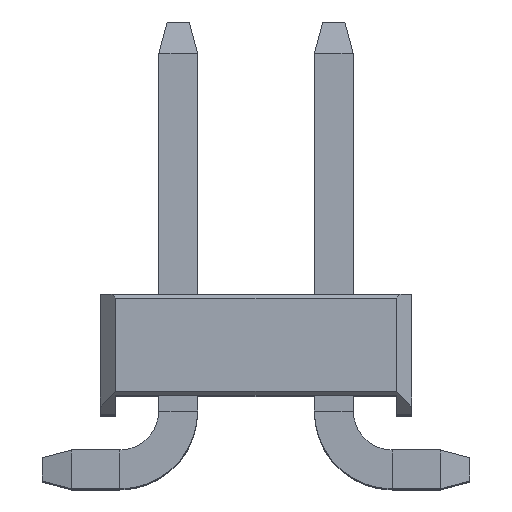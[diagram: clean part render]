
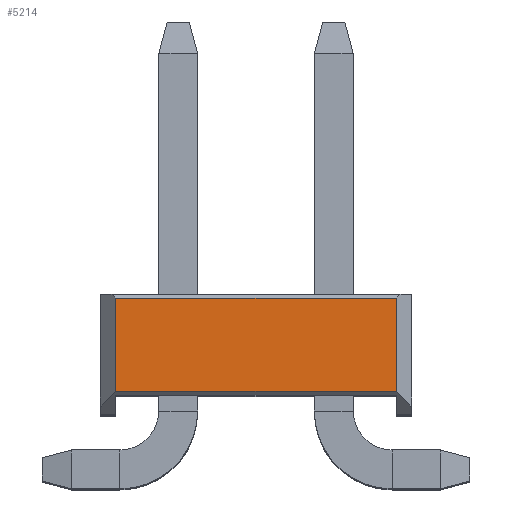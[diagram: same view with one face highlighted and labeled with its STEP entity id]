
A CAD part, top view. The second image highlights one B-rep face of the part: STEP entity #5214.
In plain terms, the highlighted planar face has unit normal (0, 0, 1).
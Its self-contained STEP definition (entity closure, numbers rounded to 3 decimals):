
#132 = VECTOR ( 'NONE', #1274, 1000. ) ;
#815 = ORIENTED_EDGE ( 'NONE', *, *, #13321, .T. ) ;
#954 = DIRECTION ( 'NONE',  ( -1., 0., 0. ) ) ;
#986 = FACE_OUTER_BOUND ( 'NONE', #14324, .T. ) ;
#1217 = CARTESIAN_POINT ( 'NONE',  ( 1.8, -4.75, 9. ) ) ;
#1274 = DIRECTION ( 'NONE',  ( 1., 0., 0. ) ) ;
#1461 = VERTEX_POINT ( 'NONE', #10029 ) ;
#2096 = ORIENTED_EDGE ( 'NONE', *, *, #7656, .T. ) ;
#2261 = VERTEX_POINT ( 'NONE', #4806 ) ;
#2311 = DIRECTION ( 'NONE',  ( 0., 1., 0. ) ) ;
#3502 = EDGE_CURVE ( 'NONE', #2261, #14695, #6759, .T. ) ;
#3686 = LINE ( 'NONE', #13957, #132 ) ;
#3830 = EDGE_CURVE ( 'NONE', #6323, #1461, #4792, .T. ) ;
#3850 = DIRECTION ( 'NONE',  ( -1., 0., 0. ) ) ;
#3991 = VECTOR ( 'NONE', #9476, 1000. ) ;
#4792 = LINE ( 'NONE', #13954, #3991 ) ;
#4806 = CARTESIAN_POINT ( 'NONE',  ( -1.8, -4.75, 9. ) ) ;
#5214 = ADVANCED_FACE ( 'NONE', ( #986 ), #7829, .F. ) ;
#6323 = VERTEX_POINT ( 'NONE', #1217 ) ;
#6759 = LINE ( 'NONE', #10220, #8459 ) ;
#7072 = VECTOR ( 'NONE', #954, 1000. ) ;
#7623 = ORIENTED_EDGE ( 'NONE', *, *, #3830, .T. ) ;
#7656 = EDGE_CURVE ( 'NONE', #1461, #14695, #12443, .T. ) ;
#7829 = PLANE ( 'NONE',  #11210 ) ;
#7894 = CARTESIAN_POINT ( 'NONE',  ( -1.8, -3.55, 9. ) ) ;
#8459 = VECTOR ( 'NONE', #2311, 1000. ) ;
#9476 = DIRECTION ( 'NONE',  ( 0., 1., 0. ) ) ;
#10029 = CARTESIAN_POINT ( 'NONE',  ( 1.8, -3.55, 9. ) ) ;
#10220 = CARTESIAN_POINT ( 'NONE',  ( -1.8, -4.8, 9. ) ) ;
#10541 = DIRECTION ( 'NONE',  ( 0., 0., -1. ) ) ;
#11210 = AXIS2_PLACEMENT_3D ( 'NONE', #11732, #10541, #3850 ) ;
#11732 = CARTESIAN_POINT ( 'NONE',  ( 1.8, -4.8, 9. ) ) ;
#12443 = LINE ( 'NONE', #12576, #7072 ) ;
#12576 = CARTESIAN_POINT ( 'NONE',  ( -1.8, -3.55, 9. ) ) ;
#13321 = EDGE_CURVE ( 'NONE', #2261, #6323, #3686, .T. ) ;
#13954 = CARTESIAN_POINT ( 'NONE',  ( 1.8, -4.8, 9. ) ) ;
#13957 = CARTESIAN_POINT ( 'NONE',  ( 1.8, -4.75, 9. ) ) ;
#14324 = EDGE_LOOP ( 'NONE', ( #14638, #815, #7623, #2096 ) ) ;
#14638 = ORIENTED_EDGE ( 'NONE', *, *, #3502, .F. ) ;
#14695 = VERTEX_POINT ( 'NONE', #7894 ) ;
